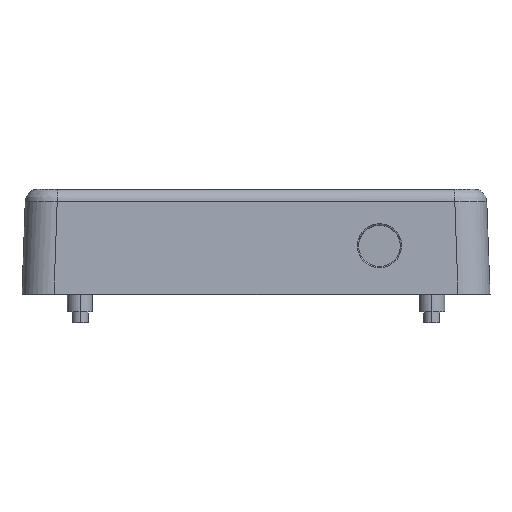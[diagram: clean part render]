
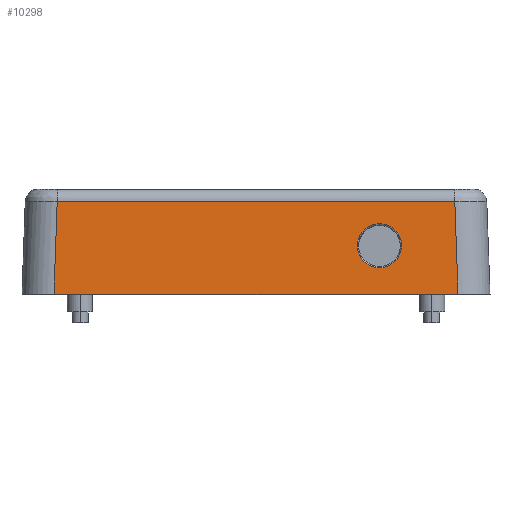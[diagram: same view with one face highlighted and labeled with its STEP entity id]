
A CAD part, left-side view. The second image highlights one B-rep face of the part: STEP entity #10298.
In plain terms, the highlighted planar face has unit normal (-0.999, 0, 0.035).
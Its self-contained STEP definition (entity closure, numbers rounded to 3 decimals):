
#2610=VECTOR('Line Direction',#2609,1.) ;
#2967=VECTOR('Line Direction',#2966,1.) ;
#2984=VECTOR('Line Direction',#2983,1.) ;
#6921=VECTOR('Line Direction',#6920,1.) ;
#2609=DIRECTION('Vector Direction',(0.,1.,0.)) ;
#2966=DIRECTION('Vector Direction',(-0.035,-0.035,-0.999)) ;
#2983=DIRECTION('Vector Direction',(-0.035,0.035,-0.999)) ;
#6920=DIRECTION('Vector Direction',(0.,-1.,0.)) ;
#10246=DIRECTION('Axis2P3D Direction',(0.999,0.,-0.035)) ;
#10247=DIRECTION('Axis2P3D XDirection',(0.,-1.,0.)) ;
#2549=CARTESIAN_POINT('Vertex',(-55.573,-37.643,0.103)) ;
#2598=CARTESIAN_POINT('Vertex',(-55.573,25.508,0.103)) ;
#2608=CARTESIAN_POINT('Line Origine',(-55.573,-6.056,0.103)) ;
#2962=CARTESIAN_POINT('Vertex',(-55.067,-37.138,14.57)) ;
#2965=CARTESIAN_POINT('Line Origine',(-55.288,-37.359,8.25)) ;
#2982=CARTESIAN_POINT('Line Origine',(-55.288,25.224,8.25)) ;
#2986=CARTESIAN_POINT('Vertex',(-55.067,25.003,14.57)) ;
#6919=CARTESIAN_POINT('Line Origine',(-55.067,-6.068,14.57)) ;
#10245=CARTESIAN_POINT('Axis2P3D Location',(-55.,-6.068,16.5)) ;
#10257=CARTESIAN_POINT('Control Point',(-55.309,-21.916,7.659)) ;
#10258=CARTESIAN_POINT('Control Point',(-55.29,-21.916,8.2)) ;
#10259=CARTESIAN_POINT('Control Point',(-55.271,-22.023,8.742)) ;
#10260=CARTESIAN_POINT('Control Point',(-55.253,-22.236,9.256)) ;
#10261=CARTESIAN_POINT('Control Point',(-55.221,-22.851,10.172)) ;
#10262=CARTESIAN_POINT('Control Point',(-55.199,-23.768,10.788)) ;
#10263=CARTESIAN_POINT('Control Point',(-55.192,-24.282,11.)) ;
#10264=CARTESIAN_POINT('Control Point',(-55.185,-25.366,11.213)) ;
#10265=CARTESIAN_POINT('Control Point',(-55.192,-26.45,11.)) ;
#10266=CARTESIAN_POINT('Control Point',(-55.199,-26.964,10.788)) ;
#10267=CARTESIAN_POINT('Control Point',(-55.221,-27.881,10.172)) ;
#10268=CARTESIAN_POINT('Control Point',(-55.253,-28.497,9.256)) ;
#10269=CARTESIAN_POINT('Control Point',(-55.271,-28.71,8.742)) ;
#10270=CARTESIAN_POINT('Control Point',(-55.29,-28.816,8.2)) ;
#10271=CARTESIAN_POINT('Control Point',(-55.309,-28.816,7.659)) ;
#10272=CARTESIAN_POINT('Vertex',(-55.309,-21.916,7.659)) ;
#10274=CARTESIAN_POINT('Vertex',(-55.309,-28.816,7.659)) ;
#10278=CARTESIAN_POINT('Control Point',(-55.309,-28.816,7.659)) ;
#10279=CARTESIAN_POINT('Control Point',(-55.328,-28.816,7.117)) ;
#10280=CARTESIAN_POINT('Control Point',(-55.347,-28.71,6.576)) ;
#10281=CARTESIAN_POINT('Control Point',(-55.365,-28.497,6.062)) ;
#10282=CARTESIAN_POINT('Control Point',(-55.397,-27.881,5.146)) ;
#10283=CARTESIAN_POINT('Control Point',(-55.418,-26.964,4.53)) ;
#10284=CARTESIAN_POINT('Control Point',(-55.425,-26.45,4.317)) ;
#10285=CARTESIAN_POINT('Control Point',(-55.433,-25.366,4.105)) ;
#10286=CARTESIAN_POINT('Control Point',(-55.425,-24.282,4.317)) ;
#10287=CARTESIAN_POINT('Control Point',(-55.418,-23.768,4.53)) ;
#10288=CARTESIAN_POINT('Control Point',(-55.397,-22.851,5.146)) ;
#10289=CARTESIAN_POINT('Control Point',(-55.365,-22.236,6.062)) ;
#10290=CARTESIAN_POINT('Control Point',(-55.347,-22.023,6.576)) ;
#10291=CARTESIAN_POINT('Control Point',(-55.328,-21.916,7.117)) ;
#10292=CARTESIAN_POINT('Control Point',(-55.309,-21.916,7.659)) ;
#10248=AXIS2_PLACEMENT_3D('Plane Axis2P3D',#10245,#10246,#10247) ;
#10297=FACE_BOUND('',#10294,.T.) ;
#2612=EDGE_CURVE('',#2599,#2550,#2611,.F.) ;
#2969=EDGE_CURVE('',#2963,#2550,#2968,.T.) ;
#2988=EDGE_CURVE('',#2987,#2599,#2985,.T.) ;
#6923=EDGE_CURVE('',#2987,#2963,#6922,.T.) ;
#10276=EDGE_CURVE('',#10273,#10275,#10256,.T.) ;
#10293=EDGE_CURVE('',#10275,#10273,#10277,.T.) ;
#10249=PLANE('Plane',#10248) ;
#10251=ORIENTED_EDGE('',*,*,#2612,.T.) ;
#10252=ORIENTED_EDGE('',*,*,#2969,.F.) ;
#10253=ORIENTED_EDGE('',*,*,#6923,.F.) ;
#10254=ORIENTED_EDGE('',*,*,#2988,.T.) ;
#10295=ORIENTED_EDGE('',*,*,#10276,.T.) ;
#10296=ORIENTED_EDGE('',*,*,#10293,.T.) ;
#2611=LINE('Line',#2608,#2610) ;
#2968=LINE('Line',#2965,#2967) ;
#2985=LINE('Line',#2982,#2984) ;
#6922=LINE('Line',#6919,#6921) ;
#10298=ADVANCED_FACE('UPPER COVER',(#10255,#10297),#10249,.F.) ;
#2550=VERTEX_POINT('',#2549) ;
#2599=VERTEX_POINT('',#2598) ;
#2963=VERTEX_POINT('',#2962) ;
#2987=VERTEX_POINT('',#2986) ;
#10273=VERTEX_POINT('',#10272) ;
#10275=VERTEX_POINT('',#10274) ;
#10256=B_SPLINE_CURVE_WITH_KNOTS('',5,(#10257,#10258,#10259,#10260,#10261,#10262,#10263,#10264,#10265,#10266,#10267,#10268,#10269,#10270,#10271),.UNSPECIFIED.,.F.,.U.,(6,3,3,3,6),(-10.838,-8.129,-5.419,-2.71,0.),.UNSPECIFIED.) ;
#10277=B_SPLINE_CURVE_WITH_KNOTS('',5,(#10278,#10279,#10280,#10281,#10282,#10283,#10284,#10285,#10286,#10287,#10288,#10289,#10290,#10291,#10292),.UNSPECIFIED.,.F.,.U.,(6,3,3,3,6),(0.,2.71,5.419,8.129,10.838),.UNSPECIFIED.) ;
#10250=EDGE_LOOP('',(#10251,#10252,#10253,#10254)) ;
#10294=EDGE_LOOP('',(#10295,#10296)) ;
#10255=FACE_OUTER_BOUND('',#10250,.T.) ;
